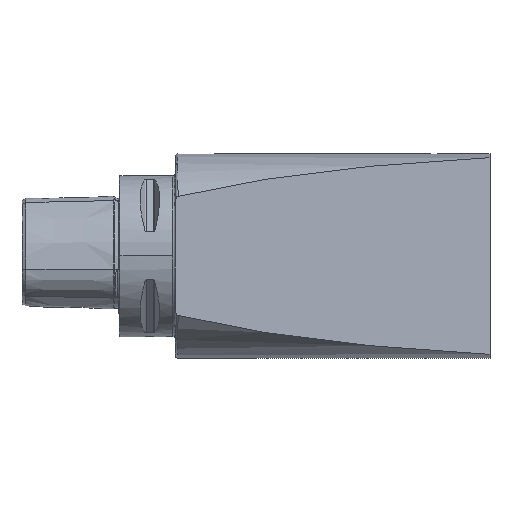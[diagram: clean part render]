
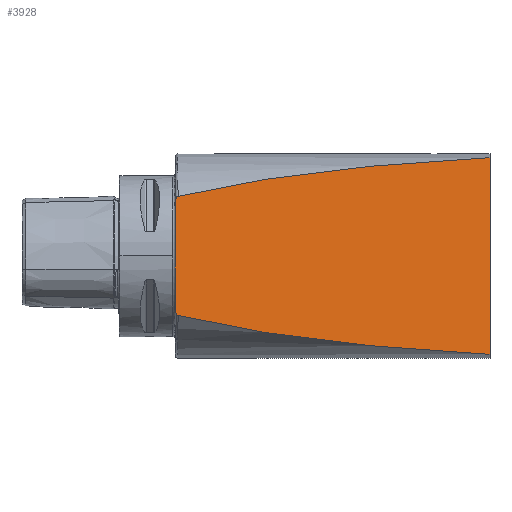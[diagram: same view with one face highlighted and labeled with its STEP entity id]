
A CAD part, top view. The second image highlights one B-rep face of the part: STEP entity #3928.
In plain terms, the highlighted planar face has unit normal (0.174, 0, 0.985).
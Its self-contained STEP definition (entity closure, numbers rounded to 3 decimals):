
#24 =( BOUNDED_CURVE ( )  B_SPLINE_CURVE ( 3, ( #10175, #1672, #713, #5020 ),
 .UNSPECIFIED., .F., .F. ) 
 B_SPLINE_CURVE_WITH_KNOTS ( ( 4, 4 ),
 ( 0.622, 1.292 ),
 .UNSPECIFIED. ) 
 CURVE ( )  GEOMETRIC_REPRESENTATION_ITEM ( )  RATIONAL_B_SPLINE_CURVE ( ( 1., 0.963, 0.963, 1. ) ) 
 REPRESENTATION_ITEM ( '' )  );
#250 = CARTESIAN_POINT ( 'NONE',  ( 53.096, -30.706, 27.205 ) ) ;
#321 = CARTESIAN_POINT ( 'NONE',  ( 22.811, -23.23, 32.545 ) ) ;
#344 = CARTESIAN_POINT ( 'NONE',  ( 22., 21.272, 32.688 ) ) ;
#373 = EDGE_CURVE ( 'NONE', #9597, #6552, #6890, .T. ) ;
#382 = CARTESIAN_POINT ( 'NONE',  ( 23., -23.302, 32.512 ) ) ;
#454 = CARTESIAN_POINT ( 'NONE',  ( 22., -21.272, 32.688 ) ) ;
#624 = VERTEX_POINT ( 'NONE', #344 ) ;
#710 = ORIENTED_EDGE ( 'NONE', *, *, #7770, .F. ) ;
#713 = CARTESIAN_POINT ( 'NONE',  ( 95.329, 35.953, 19.758 ) ) ;
#803 = CARTESIAN_POINT ( 'NONE',  ( 22.814, 23.232, 32.545 ) ) ;
#852 = EDGE_CURVE ( 'NONE', #5587, #1215, #24, .T. ) ;
#1174 = CARTESIAN_POINT ( 'NONE',  ( 22.089, -22.068, 32.673 ) ) ;
#1215 = VERTEX_POINT ( 'NONE', #8212 ) ;
#1362 = CARTESIAN_POINT ( 'NONE',  ( 22.902, -23.278, 32.529 ) ) ;
#1672 = CARTESIAN_POINT ( 'NONE',  ( 53.096, 30.706, 27.205 ) ) ;
#1726 = CARTESIAN_POINT ( 'NONE',  ( 22.902, 23.278, 32.529 ) ) ;
#1796 = CARTESIAN_POINT ( 'NONE',  ( 22.65, 23.113, 32.574 ) ) ;
#1885 = CARTESIAN_POINT ( 'NONE',  ( 145., -38.458, 11. ) ) ;
#1962 = CARTESIAN_POINT ( 'NONE',  ( 145., -40., 11. ) ) ;
#2026 = CARTESIAN_POINT ( 'NONE',  ( 22.29, -22.628, 32.637 ) ) ;
#2144 = CARTESIAN_POINT ( 'NONE',  ( 22.018, -21.673, 32.685 ) ) ;
#2328 = CARTESIAN_POINT ( 'NONE',  ( 22., -21.272, 32.688 ) ) ;
#2411 = CARTESIAN_POINT ( 'NONE',  ( 22.386, -22.809, 32.62 ) ) ;
#2481 = CARTESIAN_POINT ( 'NONE',  ( 22.579, 23.043, 32.586 ) ) ;
#2516 = CARTESIAN_POINT ( 'NONE',  ( 22.452, 22.888, 32.609 ) ) ;
#2555 = CARTESIAN_POINT ( 'NONE',  ( 22.018, 21.672, 32.685 ) ) ;
#2626 = CARTESIAN_POINT ( 'NONE',  ( 22.297, 22.63, 32.636 ) ) ;
#2836 =( BOUNDED_CURVE ( )  B_SPLINE_CURVE ( 3, ( #1885, #8060, #250, #3640 ),
 .UNSPECIFIED., .F., .F. ) 
 B_SPLINE_CURVE_WITH_KNOTS ( ( 4, 4 ),
 ( 4.991, 5.661 ),
 .UNSPECIFIED. ) 
 CURVE ( )  GEOMETRIC_REPRESENTATION_ITEM ( )  RATIONAL_B_SPLINE_CURVE ( ( 1., 0.963, 0.963, 1. ) ) 
 REPRESENTATION_ITEM ( '' )  );
#3086 = CARTESIAN_POINT ( 'NONE',  ( 23., -23.302, 32.512 ) ) ;
#3140 = ORIENTED_EDGE ( 'NONE', *, *, #9498, .F. ) ;
#3235 = ORIENTED_EDGE ( 'NONE', *, *, #852, .F. ) ;
#3322 = CARTESIAN_POINT ( 'NONE',  ( 145., -38.458, 11. ) ) ;
#3598 = CARTESIAN_POINT ( 'NONE',  ( 22.651, -23.113, 32.574 ) ) ;
#3629 = VECTOR ( 'NONE', #9059, 1000. ) ;
#3640 = CARTESIAN_POINT ( 'NONE',  ( 23., -23.302, 32.512 ) ) ;
#3717 = CARTESIAN_POINT ( 'NONE',  ( 22.141, -22.259, 32.663 ) ) ;
#3928 = ADVANCED_FACE ( 'NONE', ( #8726 ), #7515, .F. ) ;
#4127 = CARTESIAN_POINT ( 'NONE',  ( 23., 23.302, 32.512 ) ) ;
#4288 = CARTESIAN_POINT ( 'NONE',  ( 22.395, 22.804, 32.618 ) ) ;
#4729 = CARTESIAN_POINT ( 'NONE',  ( 22., -40., 32.688 ) ) ;
#4779 = AXIS2_PLACEMENT_3D ( 'NONE', #6608, #5819, #8381 ) ;
#5013 = B_SPLINE_CURVE_WITH_KNOTS ( 'NONE', 3,
 ( #7730, #1726, #803, #1796, #2481, #2516, #4288, #2626, #7772, #9378, #10381, #2555, #5115, #8511 ),
 .UNSPECIFIED., .F., .F.,
 ( 4, 2, 2, 2, 2, 2, 4 ),
 ( 0., 0., 0.001, 0.001, 0.001, 0.002, 0.002 ),
 .UNSPECIFIED. ) ;
#5020 = CARTESIAN_POINT ( 'NONE',  ( 145., 38.458, 11. ) ) ;
#5115 = CARTESIAN_POINT ( 'NONE',  ( 22., 21.473, 32.688 ) ) ;
#5201 = DIRECTION ( 'NONE',  ( 0., 1., 0. ) ) ;
#5587 = VERTEX_POINT ( 'NONE', #4127 ) ;
#5819 = DIRECTION ( 'NONE',  ( -0.174, 0., -0.985 ) ) ;
#6091 = ORIENTED_EDGE ( 'NONE', *, *, #9165, .T. ) ;
#6103 = EDGE_LOOP ( 'NONE', ( #7643, #3140, #10587, #710, #6091, #3235 ) ) ;
#6552 = VERTEX_POINT ( 'NONE', #382 ) ;
#6606 = EDGE_CURVE ( 'NONE', #5587, #624, #5013, .T. ) ;
#6608 = CARTESIAN_POINT ( 'NONE',  ( 145., -40., 11. ) ) ;
#6890 = B_SPLINE_CURVE_WITH_KNOTS ( 'NONE', 3,
 ( #454, #10670, #2144, #1174, #3717, #2026, #2411, #8446, #3598, #321, #1362, #3086 ),
 .UNSPECIFIED., .F., .F.,
 ( 4, 2, 2, 2, 2, 4 ),
 ( 0.002, 0.003, 0.003, 0.004, 0.004, 0.005 ),
 .UNSPECIFIED. ) ;
#7213 = VERTEX_POINT ( 'NONE', #3322 ) ;
#7413 = VECTOR ( 'NONE', #5201, 1000. ) ;
#7515 = PLANE ( 'NONE',  #4779 ) ;
#7643 = ORIENTED_EDGE ( 'NONE', *, *, #6606, .T. ) ;
#7730 = CARTESIAN_POINT ( 'NONE',  ( 23., 23.302, 32.512 ) ) ;
#7770 = EDGE_CURVE ( 'NONE', #7213, #6552, #2836, .T. ) ;
#7772 = CARTESIAN_POINT ( 'NONE',  ( 22.254, 22.54, 32.643 ) ) ;
#7817 = LINE ( 'NONE', #4729, #3629 ) ;
#8060 = CARTESIAN_POINT ( 'NONE',  ( 95.329, -35.953, 19.758 ) ) ;
#8212 = CARTESIAN_POINT ( 'NONE',  ( 145., 38.458, 11. ) ) ;
#8381 = DIRECTION ( 'NONE',  ( -0.985, 0., 0.174 ) ) ;
#8446 = CARTESIAN_POINT ( 'NONE',  ( 22.578, -23.042, 32.586 ) ) ;
#8511 = CARTESIAN_POINT ( 'NONE',  ( 22., 21.272, 32.688 ) ) ;
#8726 = FACE_OUTER_BOUND ( 'NONE', #6103, .T. ) ;
#9059 = DIRECTION ( 'NONE',  ( 0., 1., 0. ) ) ;
#9165 = EDGE_CURVE ( 'NONE', #7213, #1215, #10131, .T. ) ;
#9378 = CARTESIAN_POINT ( 'NONE',  ( 22.142, 22.261, 32.663 ) ) ;
#9498 = EDGE_CURVE ( 'NONE', #9597, #624, #7817, .T. ) ;
#9597 = VERTEX_POINT ( 'NONE', #2328 ) ;
#10131 = LINE ( 'NONE', #1962, #7413 ) ;
#10175 = CARTESIAN_POINT ( 'NONE',  ( 23., 23.302, 32.512 ) ) ;
#10381 = CARTESIAN_POINT ( 'NONE',  ( 22.088, 22.065, 32.673 ) ) ;
#10587 = ORIENTED_EDGE ( 'NONE', *, *, #373, .T. ) ;
#10670 = CARTESIAN_POINT ( 'NONE',  ( 22., -21.471, 32.688 ) ) ;
